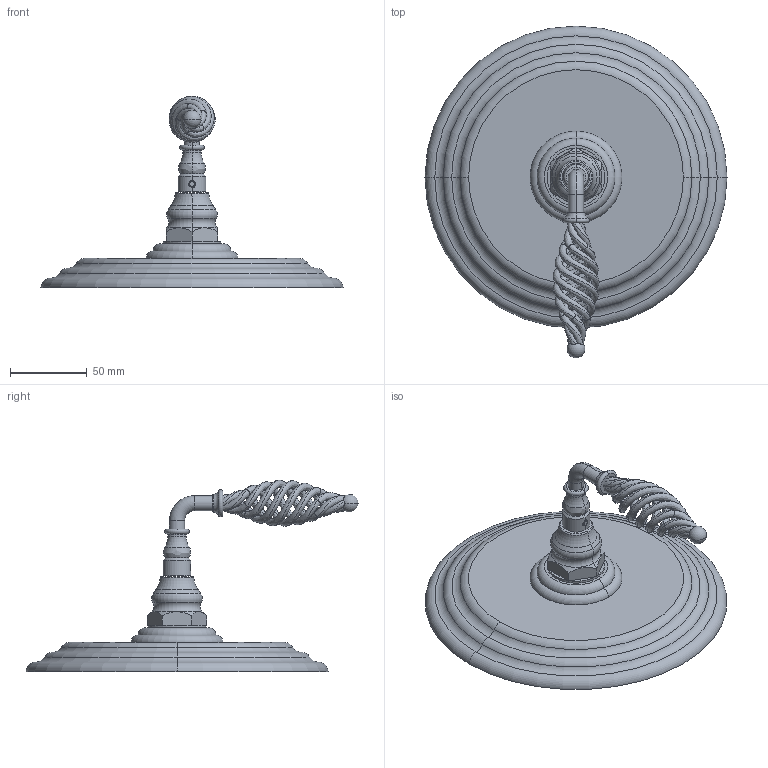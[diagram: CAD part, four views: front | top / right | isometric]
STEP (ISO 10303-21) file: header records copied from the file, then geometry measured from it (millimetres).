
FILE_DESCRIPTION((''),'2;1');
FILE_NAME('4-2104BP_WEB','2010-10-20T',('project'),(''),'PRO/ENGINEER BY PARAMETRIC TECHNOLOGY CORPORATION, 2009300','PRO/ENGINEER BY PARAMETRIC TECHNOLOGY CORPORATION, 2009300','');
FILE_SCHEMA(('CONFIG_CONTROL_DESIGN'));
Length unit declared in the file: inch
Products named in the file (1): 4-2104BP_WEB
Bounding box: 196.85 x 216.39 x 124.91 mm (x, y, z)
Surface area: 88231.8 mm2 (no closed solid volume)
Topology: 0 solids, 9 shells, 115 faces, 303 edges, 184 vertices
Faces by surface type: torus 36, bspline 34, plane 16, sphere 11, cylinder 10, cone 8
Entity records: 8737 total; most frequent: CARTESIAN_POINT 6231, ORIENTED_EDGE 545, DIRECTION 437, EDGE_CURVE 297, AXIS2_PLACEMENT_3D 202, VERTEX_POINT 184, B_SPLINE_CURVE_WITH_KNOTS 143, CIRCLE 121
